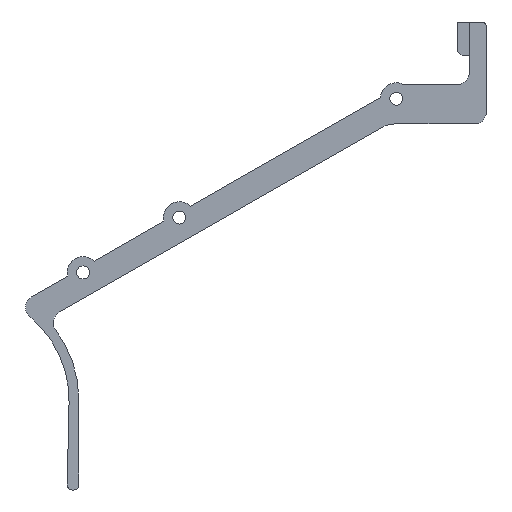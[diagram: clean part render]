
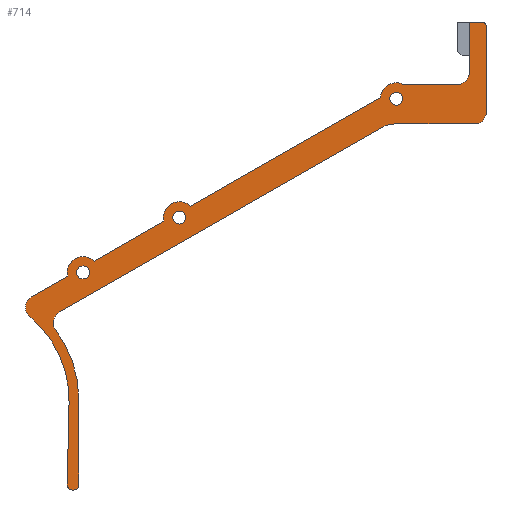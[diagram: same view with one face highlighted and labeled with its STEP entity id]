
A CAD part, front view. The second image highlights one B-rep face of the part: STEP entity #714.
In plain terms, the highlighted planar face has unit normal (0, -1, 0).
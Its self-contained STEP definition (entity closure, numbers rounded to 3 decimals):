
#15=FACE_BOUND('',#99,.T.);
#16=FACE_BOUND('',#100,.T.);
#17=FACE_BOUND('',#101,.T.);
#39=PLANE('',#770);
#61=FACE_OUTER_BOUND('',#98,.T.);
#98=EDGE_LOOP('',(#514,#515,#516,#517,#518,#519,#520,#521,#522,#523,#524,
#525,#526,#527,#528,#529,#530,#531,#532,#533,#534,#535,#536,#537,#538));
#99=EDGE_LOOP('',(#539));
#100=EDGE_LOOP('',(#540));
#101=EDGE_LOOP('',(#541));
#138=CIRCLE('',#767,2.);
#140=CIRCLE('',#771,48.);
#141=CIRCLE('',#772,5.);
#142=CIRCLE('',#773,10.);
#143=CIRCLE('',#774,5.);
#144=CIRCLE('',#775,2.);
#145=CIRCLE('',#776,5.);
#146=CIRCLE('',#777,6.5);
#147=CIRCLE('',#778,6.5);
#148=CIRCLE('',#779,6.5);
#149=CIRCLE('',#780,5.);
#150=CIRCLE('',#781,44.);
#151=CIRCLE('',#782,2.);
#152=CIRCLE('',#783,2.65);
#153=CIRCLE('',#784,2.65);
#154=CIRCLE('',#785,2.65);
#182=LINE('',#1085,#254);
#183=LINE('',#1092,#255);
#184=LINE('',#1096,#256);
#185=LINE('',#1100,#257);
#186=LINE('',#1104,#258);
#187=LINE('',#1106,#259);
#188=LINE('',#1110,#260);
#189=LINE('',#1114,#261);
#190=LINE('',#1118,#262);
#191=LINE('',#1122,#263);
#192=LINE('',#1128,#264);
#193=LINE('',#1131,#265);
#254=VECTOR('',#863,10.);
#255=VECTOR('',#870,10.);
#256=VECTOR('',#873,10.);
#257=VECTOR('',#876,10.);
#258=VECTOR('',#879,10.);
#259=VECTOR('',#880,10.);
#260=VECTOR('',#883,10.);
#261=VECTOR('',#886,10.);
#262=VECTOR('',#889,10.);
#263=VECTOR('',#892,10.);
#264=VECTOR('',#897,10.);
#265=VECTOR('',#900,10.);
#324=VERTEX_POINT('',#1072);
#325=VERTEX_POINT('',#1073);
#329=VERTEX_POINT('',#1083);
#330=VERTEX_POINT('',#1087);
#331=VERTEX_POINT('',#1089);
#332=VERTEX_POINT('',#1091);
#333=VERTEX_POINT('',#1093);
#334=VERTEX_POINT('',#1095);
#335=VERTEX_POINT('',#1097);
#336=VERTEX_POINT('',#1099);
#337=VERTEX_POINT('',#1101);
#338=VERTEX_POINT('',#1103);
#339=VERTEX_POINT('',#1105);
#340=VERTEX_POINT('',#1107);
#341=VERTEX_POINT('',#1109);
#342=VERTEX_POINT('',#1111);
#343=VERTEX_POINT('',#1113);
#344=VERTEX_POINT('',#1115);
#345=VERTEX_POINT('',#1117);
#346=VERTEX_POINT('',#1119);
#347=VERTEX_POINT('',#1121);
#348=VERTEX_POINT('',#1123);
#349=VERTEX_POINT('',#1125);
#350=VERTEX_POINT('',#1127);
#351=VERTEX_POINT('',#1129);
#352=VERTEX_POINT('',#1132);
#353=VERTEX_POINT('',#1134);
#354=VERTEX_POINT('',#1136);
#397=EDGE_CURVE('',#324,#325,#138,.T.);
#403=EDGE_CURVE('',#329,#325,#182,.T.);
#404=EDGE_CURVE('',#330,#329,#140,.T.);
#405=EDGE_CURVE('',#330,#331,#141,.T.);
#406=EDGE_CURVE('',#332,#331,#183,.T.);
#407=EDGE_CURVE('',#333,#332,#142,.T.);
#408=EDGE_CURVE('',#333,#334,#184,.T.);
#409=EDGE_CURVE('',#334,#335,#143,.T.);
#410=EDGE_CURVE('',#335,#336,#185,.T.);
#411=EDGE_CURVE('',#336,#337,#144,.T.);
#412=EDGE_CURVE('',#338,#337,#186,.T.);
#413=EDGE_CURVE('',#339,#338,#187,.T.);
#414=EDGE_CURVE('',#340,#339,#145,.T.);
#415=EDGE_CURVE('',#341,#340,#188,.T.);
#416=EDGE_CURVE('',#342,#341,#146,.T.);
#417=EDGE_CURVE('',#343,#342,#189,.T.);
#418=EDGE_CURVE('',#344,#343,#147,.T.);
#419=EDGE_CURVE('',#345,#344,#190,.T.);
#420=EDGE_CURVE('',#346,#345,#148,.T.);
#421=EDGE_CURVE('',#347,#346,#191,.T.);
#422=EDGE_CURVE('',#347,#348,#149,.T.);
#423=EDGE_CURVE('',#349,#348,#150,.T.);
#424=EDGE_CURVE('',#350,#349,#192,.T.);
#425=EDGE_CURVE('',#350,#351,#151,.T.);
#426=EDGE_CURVE('',#324,#351,#193,.T.);
#427=EDGE_CURVE('',#352,#352,#152,.T.);
#428=EDGE_CURVE('',#353,#353,#153,.T.);
#429=EDGE_CURVE('',#354,#354,#154,.T.);
#514=ORIENTED_EDGE('',*,*,#397,.T.);
#515=ORIENTED_EDGE('',*,*,#403,.F.);
#516=ORIENTED_EDGE('',*,*,#404,.F.);
#517=ORIENTED_EDGE('',*,*,#405,.T.);
#518=ORIENTED_EDGE('',*,*,#406,.F.);
#519=ORIENTED_EDGE('',*,*,#407,.F.);
#520=ORIENTED_EDGE('',*,*,#408,.T.);
#521=ORIENTED_EDGE('',*,*,#409,.T.);
#522=ORIENTED_EDGE('',*,*,#410,.T.);
#523=ORIENTED_EDGE('',*,*,#411,.T.);
#524=ORIENTED_EDGE('',*,*,#412,.F.);
#525=ORIENTED_EDGE('',*,*,#413,.F.);
#526=ORIENTED_EDGE('',*,*,#414,.F.);
#527=ORIENTED_EDGE('',*,*,#415,.F.);
#528=ORIENTED_EDGE('',*,*,#416,.F.);
#529=ORIENTED_EDGE('',*,*,#417,.F.);
#530=ORIENTED_EDGE('',*,*,#418,.F.);
#531=ORIENTED_EDGE('',*,*,#419,.F.);
#532=ORIENTED_EDGE('',*,*,#420,.F.);
#533=ORIENTED_EDGE('',*,*,#421,.F.);
#534=ORIENTED_EDGE('',*,*,#422,.T.);
#535=ORIENTED_EDGE('',*,*,#423,.F.);
#536=ORIENTED_EDGE('',*,*,#424,.F.);
#537=ORIENTED_EDGE('',*,*,#425,.T.);
#538=ORIENTED_EDGE('',*,*,#426,.F.);
#539=ORIENTED_EDGE('',*,*,#427,.F.);
#540=ORIENTED_EDGE('',*,*,#428,.F.);
#541=ORIENTED_EDGE('',*,*,#429,.F.);
#714=ADVANCED_FACE('',(#61,#15,#16,#17),#39,.F.);
#767=AXIS2_PLACEMENT_3D('',#1074,#853,#854);
#770=AXIS2_PLACEMENT_3D('',#1086,#864,#865);
#771=AXIS2_PLACEMENT_3D('',#1088,#866,#867);
#772=AXIS2_PLACEMENT_3D('',#1090,#868,#869);
#773=AXIS2_PLACEMENT_3D('',#1094,#871,#872);
#774=AXIS2_PLACEMENT_3D('',#1098,#874,#875);
#775=AXIS2_PLACEMENT_3D('',#1102,#877,#878);
#776=AXIS2_PLACEMENT_3D('',#1108,#881,#882);
#777=AXIS2_PLACEMENT_3D('',#1112,#884,#885);
#778=AXIS2_PLACEMENT_3D('',#1116,#887,#888);
#779=AXIS2_PLACEMENT_3D('',#1120,#890,#891);
#780=AXIS2_PLACEMENT_3D('',#1124,#893,#894);
#781=AXIS2_PLACEMENT_3D('',#1126,#895,#896);
#782=AXIS2_PLACEMENT_3D('',#1130,#898,#899);
#783=AXIS2_PLACEMENT_3D('',#1133,#901,#902);
#784=AXIS2_PLACEMENT_3D('',#1135,#903,#904);
#785=AXIS2_PLACEMENT_3D('',#1137,#905,#906);
#853=DIRECTION('center_axis',(0.,-1.,0.));
#854=DIRECTION('ref_axis',(0.707,0.,-0.707));
#863=DIRECTION('',(0.,0.,-1.));
#864=DIRECTION('center_axis',(0.,1.,0.));
#865=DIRECTION('ref_axis',(1.,0.,0.));
#866=DIRECTION('center_axis',(0.,1.,0.));
#867=DIRECTION('ref_axis',(1.,0.,0.));
#868=DIRECTION('center_axis',(0.,1.,0.));
#869=DIRECTION('ref_axis',(-0.979,0.,0.204));
#870=DIRECTION('',(-0.868,0.,-0.496));
#871=DIRECTION('center_axis',(0.,-1.,0.));
#872=DIRECTION('ref_axis',(-0.257,0.,0.966));
#873=DIRECTION('',(1.,0.,0.));
#874=DIRECTION('center_axis',(0.,-1.,0.));
#875=DIRECTION('ref_axis',(0.707,0.,-0.707));
#876=DIRECTION('',(0.,0.,1.));
#877=DIRECTION('center_axis',(0.,-1.,0.));
#878=DIRECTION('ref_axis',(0.707,0.,0.707));
#879=DIRECTION('',(1.,0.,0.));
#880=DIRECTION('',(0.,0.,1.));
#881=DIRECTION('center_axis',(0.,-1.,0.));
#882=DIRECTION('ref_axis',(0.707,0.,-0.707));
#883=DIRECTION('',(1.,0.,0.));
#884=DIRECTION('center_axis',(0.,1.,0.));
#885=DIRECTION('ref_axis',(1.,0.,0.));
#886=DIRECTION('',(0.868,0.,0.496));
#887=DIRECTION('center_axis',(0.,1.,0.));
#888=DIRECTION('ref_axis',(1.,0.,0.));
#889=DIRECTION('',(0.868,0.,0.496));
#890=DIRECTION('center_axis',(0.,1.,0.));
#891=DIRECTION('ref_axis',(1.,0.,0.));
#892=DIRECTION('',(0.868,0.,0.496));
#893=DIRECTION('center_axis',(0.,-1.,0.));
#894=DIRECTION('ref_axis',(-0.996,0.,0.085));
#895=DIRECTION('center_axis',(0.,-1.,0.));
#896=DIRECTION('ref_axis',(1.,0.,0.));
#897=DIRECTION('',(0.023,0.,1.));
#898=DIRECTION('center_axis',(0.,-1.,0.));
#899=DIRECTION('ref_axis',(-0.715,0.,-0.699));
#900=DIRECTION('',(-1.,0.,0.));
#901=DIRECTION('center_axis',(0.,-1.,0.));
#902=DIRECTION('ref_axis',(1.,0.,0.));
#903=DIRECTION('center_axis',(0.,-1.,0.));
#904=DIRECTION('ref_axis',(1.,0.,0.));
#905=DIRECTION('center_axis',(0.,-1.,0.));
#906=DIRECTION('ref_axis',(1.,0.,0.));
#1072=CARTESIAN_POINT('',(-87.648,3.,-110.737));
#1073=CARTESIAN_POINT('',(-85.648,3.,-108.737));
#1074=CARTESIAN_POINT('Origin',(-87.648,3.,-108.737));
#1083=CARTESIAN_POINT('',(-85.648,3.,-72.79));
#1085=CARTESIAN_POINT('',(-85.648,3.,-72.79));
#1086=CARTESIAN_POINT('Origin',(-36.324,3.,-9.071));
#1087=CARTESIAN_POINT('',(-95.133,3.,-45.236));
#1088=CARTESIAN_POINT('Origin',(-133.635,3.,-73.898));
#1089=CARTESIAN_POINT('',(-93.604,3.,-37.909));
#1090=CARTESIAN_POINT('Origin',(-91.122,3.,-42.25));
#1091=CARTESIAN_POINT('',(38.653,3.,37.703));
#1092=CARTESIAN_POINT('',(1.476,3.,16.448));
#1093=CARTESIAN_POINT('',(43.616,3.,39.021));
#1094=CARTESIAN_POINT('Origin',(43.616,3.,29.021));
#1095=CARTESIAN_POINT('',(76.136,3.,39.021));
#1096=CARTESIAN_POINT('',(79.136,3.,39.021));
#1097=CARTESIAN_POINT('',(81.136,3.,44.021));
#1098=CARTESIAN_POINT('Origin',(76.136,3.,44.021));
#1099=CARTESIAN_POINT('',(81.136,3.,78.734));
#1100=CARTESIAN_POINT('',(81.136,3.,35.832));
#1101=CARTESIAN_POINT('',(79.136,3.,80.734));
#1102=CARTESIAN_POINT('Origin',(79.136,3.,78.734));
#1103=CARTESIAN_POINT('',(74.136,3.,80.734));
#1104=CARTESIAN_POINT('',(79.136,3.,80.734));
#1105=CARTESIAN_POINT('',(74.136,3.,60.132));
#1106=CARTESIAN_POINT('',(74.136,3.,55.132));
#1107=CARTESIAN_POINT('',(69.136,3.,55.132));
#1108=CARTESIAN_POINT('Origin',(69.136,3.,60.132));
#1109=CARTESIAN_POINT('',(47.211,3.,55.132));
#1110=CARTESIAN_POINT('',(23.406,3.,55.132));
#1111=CARTESIAN_POINT('',(37.745,3.,49.854));
#1112=CARTESIAN_POINT('Origin',(44.226,3.,49.358));
#1113=CARTESIAN_POINT('',(-40.032,3.,5.389));
#1114=CARTESIAN_POINT('',(-41.75,3.,4.407));
#1115=CARTESIAN_POINT('',(-50.866,3.,-0.805));
#1116=CARTESIAN_POINT('Origin',(-44.545,3.,0.711));
#1117=CARTESIAN_POINT('',(-79.359,3.,-17.095));
#1118=CARTESIAN_POINT('',(-61.413,3.,-6.835));
#1119=CARTESIAN_POINT('',(-90.222,3.,-23.305));
#1120=CARTESIAN_POINT('Origin',(-83.916,3.,-21.73));
#1121=CARTESIAN_POINT('',(-104.966,3.,-31.734));
#1122=CARTESIAN_POINT('',(-92.585,3.,-24.656));
#1123=CARTESIAN_POINT('',(-105.663,3.,-39.934));
#1124=CARTESIAN_POINT('Origin',(-102.484,3.,-36.075));
#1125=CARTESIAN_POINT('',(-89.647,3.,-74.892));
#1126=CARTESIAN_POINT('Origin',(-133.635,3.,-73.898));
#1127=CARTESIAN_POINT('',(-90.41,3.,-108.692));
#1128=CARTESIAN_POINT('',(-90.456,3.,-110.737));
#1129=CARTESIAN_POINT('',(-88.411,3.,-110.737));
#1130=CARTESIAN_POINT('Origin',(-88.411,3.,-108.737));
#1131=CARTESIAN_POINT('',(-130.603,3.,-110.737));
#1132=CARTESIAN_POINT('',(-47.195,3.,0.711));
#1133=CARTESIAN_POINT('Origin',(-44.545,3.,0.711));
#1134=CARTESIAN_POINT('',(41.576,3.,49.358));
#1135=CARTESIAN_POINT('Origin',(44.226,3.,49.358));
#1136=CARTESIAN_POINT('',(-86.566,3.,-21.73));
#1137=CARTESIAN_POINT('Origin',(-83.916,3.,-21.73));
